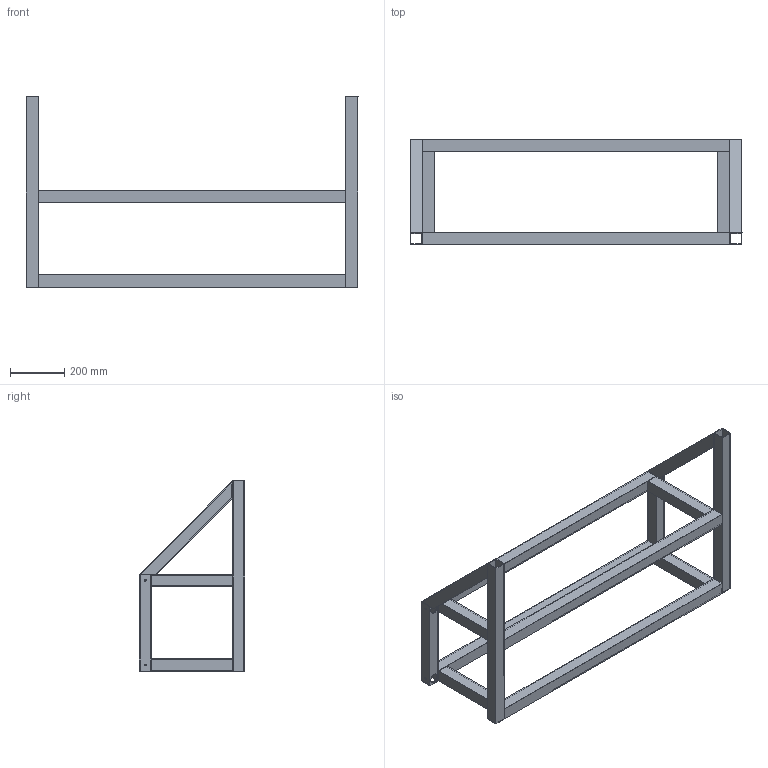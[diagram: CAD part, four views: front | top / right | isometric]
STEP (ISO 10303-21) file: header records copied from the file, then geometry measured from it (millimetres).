
FILE_DESCRIPTION(/* description */ (''),/* implementation_level */ '2;1');
FILE_NAME(/* name */ 'GE-18032.iam.stp',/* time_stamp */ '2018-01-01T11:22:40-08:00',/* author */ ('PhillipD'),/* organization */ (''),/* preprocessor_version */ 'ST-DEVELOPER v16.13',/* originating_system */ 'Autodesk Inventor 2018',/* authorisation */ '');
FILE_SCHEMA (('AUTOMOTIVE_DESIGN { 1 0 10303 214 3 1 1 }'));
Length unit declared in the file: inch
Products named in the file (7): GE-18032; GE-18032-01; GE-18032-02; GE-18032-05; GE-18032-03; GE-18032-04; GE-18032-06
Assembly tree (14 placements, depth 2):
  GE-18032
    GE-18032-01  x2
    GE-18032-02  x2
    GE-18032-03  x4
    GE-18032-05  x2
    GE-18032-04  x2
    GE-18032-06  x2
Bounding box: 1219.2 x 387.35 x 698.5 mm (x, y, z)
Volume: 4541507.2 mm3; surface area: 2879473.9 mm2
Topology: 14 solids, 14 shells, 162 faces, 396 edges, 264 vertices
Faces by surface type: plane 142, cylinder 20
Full cylindrical faces by diameter (mm): 6.35 x8, 33.401 x12
Entity records: 2467 total; most frequent: CARTESIAN_POINT 372, DIRECTION 368, ORIENTED_EDGE 328, EDGE_CURVE 164, LINE 144, VECTOR 144, VERTEX_POINT 116, EDGE_LOOP 112
